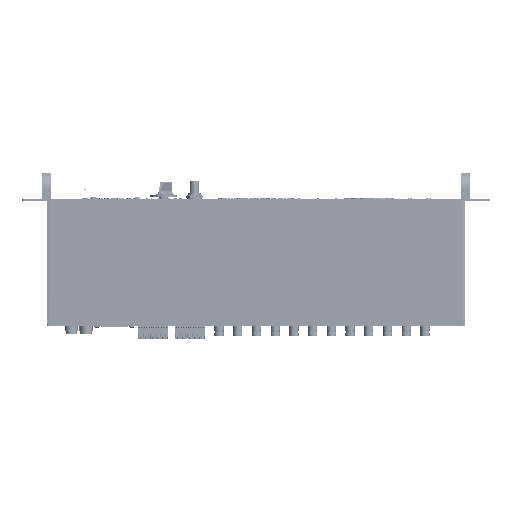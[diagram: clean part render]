
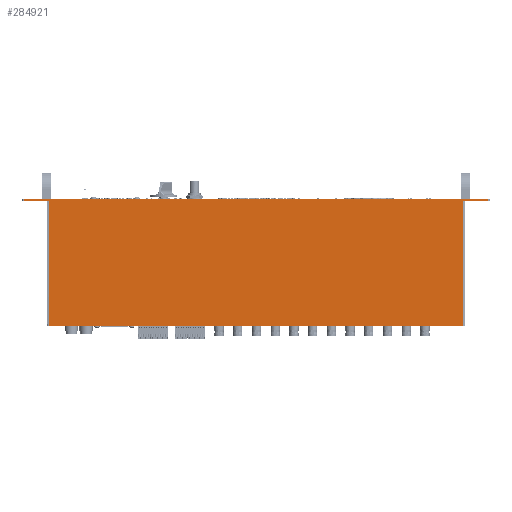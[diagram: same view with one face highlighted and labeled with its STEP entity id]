
A CAD part, front view. The second image highlights one B-rep face of the part: STEP entity #284921.
In plain terms, the highlighted planar face has unit normal (0, -1, 0).
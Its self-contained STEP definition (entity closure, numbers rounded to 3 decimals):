
#18236=PLANE('',#302931);
#32132=FACE_OUTER_BOUND('',#47123,.T.);
#47123=EDGE_LOOP('',(#250318,#250319,#250320,#250321,#250322,#250323,#250324,
#250325));
#67217=LINE('',#442259,#97119);
#71184=LINE('',#461355,#101086);
#72984=LINE('',#473695,#102886);
#72985=LINE('',#473700,#102887);
#73000=LINE('',#473736,#102902);
#76921=LINE('',#493193,#106823);
#76922=LINE('',#493196,#106824);
#76923=LINE('',#493197,#106825);
#97119=VECTOR('',#343757,0.394);
#101086=VECTOR('',#356386,0.394);
#102886=VECTOR('',#359866,0.394);
#102887=VECTOR('',#359871,0.394);
#102902=VECTOR('',#359914,0.394);
#106823=VECTOR('',#366985,0.394);
#106824=VECTOR('',#366988,0.394);
#106825=VECTOR('',#366989,0.394);
#128457=VERTEX_POINT('',#442256);
#128458=VERTEX_POINT('',#442258);
#132988=VERTEX_POINT('',#461352);
#132989=VERTEX_POINT('',#461354);
#134298=VERTEX_POINT('',#473698);
#134305=VERTEX_POINT('',#473734);
#137741=VERTEX_POINT('',#493191);
#137742=VERTEX_POINT('',#493195);
#161852=EDGE_CURVE('',#128457,#128458,#67217,.T.);
#168591=EDGE_CURVE('',#132989,#132988,#71184,.T.);
#171054=EDGE_CURVE('',#128458,#132988,#72984,.T.);
#171056=EDGE_CURVE('',#134298,#128457,#72985,.T.);
#171074=EDGE_CURVE('',#134298,#134305,#73000,.T.);
#176238=EDGE_CURVE('',#134305,#137741,#76921,.T.);
#176239=EDGE_CURVE('',#137741,#137742,#76922,.T.);
#176240=EDGE_CURVE('',#132989,#137742,#76923,.T.);
#250318=ORIENTED_EDGE('',*,*,#176239,.T.);
#250319=ORIENTED_EDGE('',*,*,#176240,.F.);
#250320=ORIENTED_EDGE('',*,*,#168591,.T.);
#250321=ORIENTED_EDGE('',*,*,#171054,.F.);
#250322=ORIENTED_EDGE('',*,*,#161852,.F.);
#250323=ORIENTED_EDGE('',*,*,#171056,.F.);
#250324=ORIENTED_EDGE('',*,*,#171074,.T.);
#250325=ORIENTED_EDGE('',*,*,#176238,.T.);
#284921=ADVANCED_FACE('',(#32132),#18236,.T.);
#302931=AXIS2_PLACEMENT_3D('',#493194,#366986,#366987);
#343757=DIRECTION('',(1.,0.,0.));
#356386=DIRECTION('',(1.,0.,0.));
#359866=DIRECTION('',(0.,0.,-1.));
#359871=DIRECTION('',(0.,0.,1.));
#359914=DIRECTION('',(1.,0.,0.));
#366985=DIRECTION('',(0.,0.,-1.));
#366986=DIRECTION('center_axis',(0.,-1.,0.));
#366987=DIRECTION('ref_axis',(-1.,0.,0.));
#366988=DIRECTION('',(1.,0.,0.));
#366989=DIRECTION('',(0.,0.,-1.));
#442256=CARTESIAN_POINT('',(-9.421,-0.01,2.6));
#442258=CARTESIAN_POINT('',(9.421,-0.01,2.6));
#442259=CARTESIAN_POINT('',(-9.5,-0.01,2.6));
#461352=CARTESIAN_POINT('',(9.421,-0.01,2.5));
#461354=CARTESIAN_POINT('',(8.421,-0.01,2.5));
#461355=CARTESIAN_POINT('',(-9.5,-0.01,2.5));
#473695=CARTESIAN_POINT('',(9.421,-0.01,2.6));
#473698=CARTESIAN_POINT('',(-9.421,-0.01,2.5));
#473700=CARTESIAN_POINT('',(-9.421,-0.01,2.6));
#473734=CARTESIAN_POINT('',(-8.421,-0.01,2.5));
#473736=CARTESIAN_POINT('',(-9.5,-0.01,2.5));
#493191=CARTESIAN_POINT('',(-8.421,-0.01,-2.579));
#493193=CARTESIAN_POINT('',(-8.421,-0.01,-2.5));
#493194=CARTESIAN_POINT('Origin',(-8.421,-0.01,
-2.5));
#493195=CARTESIAN_POINT('',(8.421,-0.01,-2.579));
#493196=CARTESIAN_POINT('',(8.421,-0.01,-2.579));
#493197=CARTESIAN_POINT('',(8.421,-0.01,-2.5));
